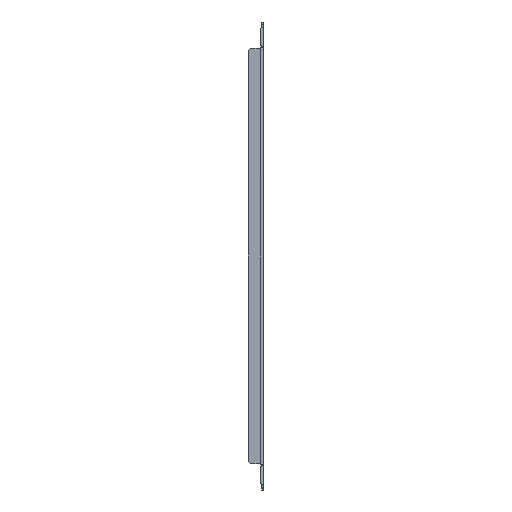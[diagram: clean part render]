
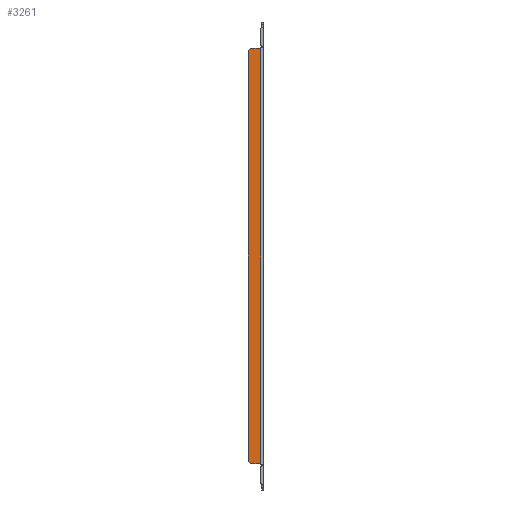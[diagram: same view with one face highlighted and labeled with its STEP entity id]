
A CAD part, left-side view. The second image highlights one B-rep face of the part: STEP entity #3261.
In plain terms, the highlighted planar face has unit normal (-1, 0, 0).
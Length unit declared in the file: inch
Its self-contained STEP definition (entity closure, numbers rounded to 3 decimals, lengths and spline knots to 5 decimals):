
#54 = CARTESIAN_POINT ( 'NONE',  ( -11.085, 0.171, -9.9125 ) ) ;
#61 = EDGE_CURVE ( 'NONE', #1054, #2237, #1503, .T. ) ;
#80 = DIRECTION ( 'NONE',  ( 0., 1., 0. ) ) ;
#124 = EDGE_CURVE ( 'NONE', #2237, #4096, #407, .T. ) ;
#220 = VERTEX_POINT ( 'NONE', #1705 ) ;
#273 = CARTESIAN_POINT ( 'NONE',  ( -11.085, 0.625, 9.85 ) ) ;
#280 = AXIS2_PLACEMENT_3D ( 'NONE', #54, #2622, #80 ) ;
#298 = VECTOR ( 'NONE', #3523, 39.37008 ) ;
#381 = FACE_OUTER_BOUND ( 'NONE', #2669, .T. ) ;
#383 = CARTESIAN_POINT ( 'NONE',  ( -11.085, 0.625, -9.85 ) ) ;
#407 = LINE ( 'NONE', #2052, #298 ) ;
#448 = VERTEX_POINT ( 'NONE', #721 ) ;
#490 = AXIS2_PLACEMENT_3D ( 'NONE', #1838, #2168, #2530 ) ;
#551 = VECTOR ( 'NONE', #4734, 39.37008 ) ;
#721 = CARTESIAN_POINT ( 'NONE',  ( -11.085, 0.143, -9.85662 ) ) ;
#1000 = ORIENTED_EDGE ( 'NONE', *, *, #3347, .T. ) ;
#1054 = VERTEX_POINT ( 'NONE', #4331 ) ;
#1061 = DIRECTION ( 'NONE',  ( 0., 1., 0. ) ) ;
#1098 = CARTESIAN_POINT ( 'NONE',  ( -11.085, 0.143, 10.888 ) ) ;
#1134 = CARTESIAN_POINT ( 'NONE',  ( -11.085, 0.171, 9.85 ) ) ;
#1203 = EDGE_CURVE ( 'NONE', #220, #4096, #3471, .T. ) ;
#1210 = EDGE_CURVE ( 'NONE', #220, #448, #2235, .T. ) ;
#1405 = ORIENTED_EDGE ( 'NONE', *, *, #2375, .F. ) ;
#1475 = DIRECTION ( 'NONE',  ( 1., 0., 0. ) ) ;
#1478 = EDGE_CURVE ( 'NONE', #3180, #3262, #4249, .T. ) ;
#1493 = VECTOR ( 'NONE', #1789, 39.37008 ) ;
#1503 = LINE ( 'NONE', #4546, #2939 ) ;
#1650 = LINE ( 'NONE', #2570, #551 ) ;
#1704 = ORIENTED_EDGE ( 'NONE', *, *, #1819, .T. ) ;
#1705 = CARTESIAN_POINT ( 'NONE',  ( -11.085, 0.143, 9.85662 ) ) ;
#1789 = DIRECTION ( 'NONE',  ( 0., 0., -1. ) ) ;
#1817 = PLANE ( 'NONE',  #2895 ) ;
#1819 = EDGE_CURVE ( 'NONE', #3180, #448, #3456, .T. ) ;
#1838 = CARTESIAN_POINT ( 'NONE',  ( -11.085, 0.171, 9.9125 ) ) ;
#2052 = CARTESIAN_POINT ( 'NONE',  ( -11.085, 0.171, 9.85 ) ) ;
#2104 = VERTEX_POINT ( 'NONE', #3237 ) ;
#2168 = DIRECTION ( 'NONE',  ( 1., 0., 0. ) ) ;
#2235 = LINE ( 'NONE', #1098, #1493 ) ;
#2237 = VERTEX_POINT ( 'NONE', #273 ) ;
#2375 = EDGE_CURVE ( 'NONE', #3262, #2104, #4683, .T. ) ;
#2412 = CARTESIAN_POINT ( 'NONE',  ( -11.085, 0.75, -9.85 ) ) ;
#2530 = DIRECTION ( 'NONE',  ( 0., 1., 0. ) ) ;
#2566 = ORIENTED_EDGE ( 'NONE', *, *, #1203, .T. ) ;
#2570 = CARTESIAN_POINT ( 'NONE',  ( -11.085, 0.75, -11.085 ) ) ;
#2612 = VECTOR ( 'NONE', #3175, 39.37008 ) ;
#2622 = DIRECTION ( 'NONE',  ( 1., 0., 0. ) ) ;
#2669 = EDGE_LOOP ( 'NONE', ( #2566, #4052, #4214, #1000, #1405, #3561, #1704, #4009 ) ) ;
#2895 = AXIS2_PLACEMENT_3D ( 'NONE', #3696, #1475, #1061 ) ;
#2939 = VECTOR ( 'NONE', #3480, 39.37008 ) ;
#3175 = DIRECTION ( 'NONE',  ( 0., 0.707, 0.707 ) ) ;
#3180 = VERTEX_POINT ( 'NONE', #3930 ) ;
#3237 = CARTESIAN_POINT ( 'NONE',  ( -11.085, 0.75, -9.725 ) ) ;
#3261 = ADVANCED_FACE ( 'NONE', ( #381 ), #1817, .F. ) ;
#3262 = VERTEX_POINT ( 'NONE', #383 ) ;
#3347 = EDGE_CURVE ( 'NONE', #1054, #2104, #1650, .T. ) ;
#3456 = CIRCLE ( 'NONE', #280, 0.0625 ) ;
#3471 = CIRCLE ( 'NONE', #490, 0.0625 ) ;
#3480 = DIRECTION ( 'NONE',  ( 0., -0.707, 0.707 ) ) ;
#3523 = DIRECTION ( 'NONE',  ( 0., -1., 0. ) ) ;
#3561 = ORIENTED_EDGE ( 'NONE', *, *, #1478, .F. ) ;
#3593 = CARTESIAN_POINT ( 'NONE',  ( -11.085, 0.75, -9.725 ) ) ;
#3696 = CARTESIAN_POINT ( 'NONE',  ( -11.085, 0.75, 11.085 ) ) ;
#3930 = CARTESIAN_POINT ( 'NONE',  ( -11.085, 0.171, -9.85 ) ) ;
#4009 = ORIENTED_EDGE ( 'NONE', *, *, #1210, .F. ) ;
#4052 = ORIENTED_EDGE ( 'NONE', *, *, #124, .F. ) ;
#4096 = VERTEX_POINT ( 'NONE', #1134 ) ;
#4214 = ORIENTED_EDGE ( 'NONE', *, *, #61, .F. ) ;
#4249 = LINE ( 'NONE', #2412, #4713 ) ;
#4331 = CARTESIAN_POINT ( 'NONE',  ( -11.085, 0.75, 9.725 ) ) ;
#4546 = CARTESIAN_POINT ( 'NONE',  ( -11.085, 0.625, 9.85 ) ) ;
#4595 = DIRECTION ( 'NONE',  ( 0., 1., 0. ) ) ;
#4683 = LINE ( 'NONE', #3593, #2612 ) ;
#4713 = VECTOR ( 'NONE', #4595, 39.37008 ) ;
#4734 = DIRECTION ( 'NONE',  ( 0., 0., -1. ) ) ;
